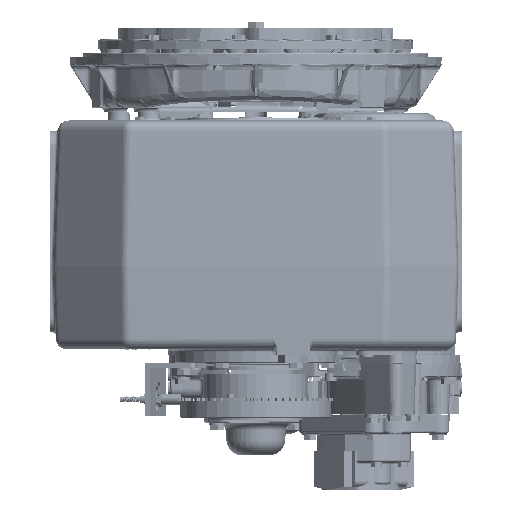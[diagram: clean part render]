
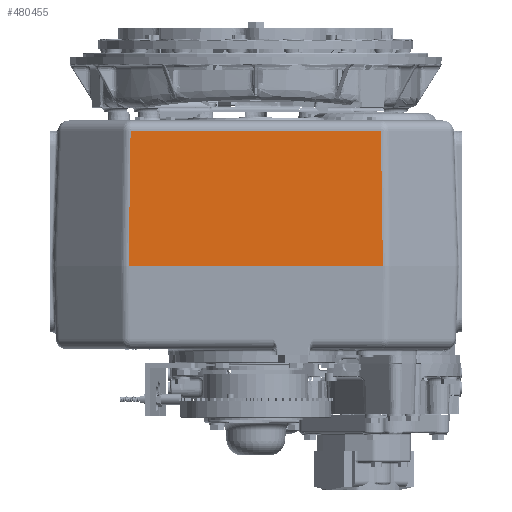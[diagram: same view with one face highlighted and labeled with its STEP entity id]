
A CAD part, front view. The second image highlights one B-rep face of the part: STEP entity #480455.
In plain terms, the highlighted planar face has unit normal (0, -0.999, 0.035).
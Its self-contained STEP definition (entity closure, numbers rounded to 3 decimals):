
#22000 = VECTOR ( 'NONE', #228657, 1000. ) ;
#39724 = LINE ( 'NONE', #219006, #22000 ) ;
#45646 = VECTOR ( 'NONE', #277648, 1000. ) ;
#94559 = EDGE_CURVE ( 'NONE', #304508, #500129, #354028, .T. ) ;
#101404 = VERTEX_POINT ( 'NONE', #217688 ) ;
#173075 = ORIENTED_EDGE ( 'NONE', *, *, #488867, .T. ) ;
#204460 = VECTOR ( 'NONE', #289051, 1000. ) ;
#217688 = CARTESIAN_POINT ( 'NONE',  ( 188.377, -385., -229. ) ) ;
#219006 = CARTESIAN_POINT ( 'NONE',  ( 0., -385., -229. ) ) ;
#221014 = CARTESIAN_POINT ( 'NONE',  ( 188.337, -384.905, -226.279 ) ) ;
#228657 = DIRECTION ( 'NONE',  ( -1., 0., 0. ) ) ;
#233713 = FACE_OUTER_BOUND ( 'NONE', #576565, .T. ) ;
#277648 = DIRECTION ( 'NONE',  ( -0.014, 0.035, 0.999 ) ) ;
#289051 = DIRECTION ( 'NONE',  ( -0.014, -0.035, -0.999 ) ) ;
#289251 = CARTESIAN_POINT ( 'NONE',  ( 0., -385., -229. ) ) ;
#303950 = AXIS2_PLACEMENT_3D ( 'NONE', #289251, #682843, #345833 ) ;
#304508 = VERTEX_POINT ( 'NONE', #496000 ) ;
#305975 = CARTESIAN_POINT ( 'NONE',  ( -191.876, -377.996, -28.442 ) ) ;
#321337 = LINE ( 'NONE', #305975, #603006 ) ;
#322203 = ORIENTED_EDGE ( 'NONE', *, *, #94559, .T. ) ;
#345833 = DIRECTION ( 'NONE',  ( 0., -0.035, -0.999 ) ) ;
#354028 = LINE ( 'NONE', #456302, #204460 ) ;
#361747 = EDGE_CURVE ( 'NONE', #101404, #500129, #39724, .T. ) ;
#362555 = DIRECTION ( 'NONE',  ( -1., 0., 0. ) ) ;
#456302 = CARTESIAN_POINT ( 'NONE',  ( -188.337, -384.905, -226.279 ) ) ;
#480439 = VERTEX_POINT ( 'NONE', #616746 ) ;
#480455 = ADVANCED_FACE ( 'NONE', ( #233713 ), #623945, .T. ) ;
#488867 = EDGE_CURVE ( 'NONE', #101404, #480439, #512224, .T. ) ;
#496000 = CARTESIAN_POINT ( 'NONE',  ( -185.476, -377.996, -28.442 ) ) ;
#500129 = VERTEX_POINT ( 'NONE', #647985 ) ;
#512224 = LINE ( 'NONE', #221014, #45646 ) ;
#576565 = EDGE_LOOP ( 'NONE', ( #173075, #599318, #322203, #703053 ) ) ;
#599318 = ORIENTED_EDGE ( 'NONE', *, *, #636421, .T. ) ;
#603006 = VECTOR ( 'NONE', #362555, 1000. ) ;
#616746 = CARTESIAN_POINT ( 'NONE',  ( 185.476, -377.996, -28.442 ) ) ;
#623945 = PLANE ( 'NONE',  #303950 ) ;
#636421 = EDGE_CURVE ( 'NONE', #480439, #304508, #321337, .T. ) ;
#647985 = CARTESIAN_POINT ( 'NONE',  ( -188.377, -385., -229. ) ) ;
#682843 = DIRECTION ( 'NONE',  ( 0., -0.999, 0.035 ) ) ;
#703053 = ORIENTED_EDGE ( 'NONE', *, *, #361747, .F. ) ;
